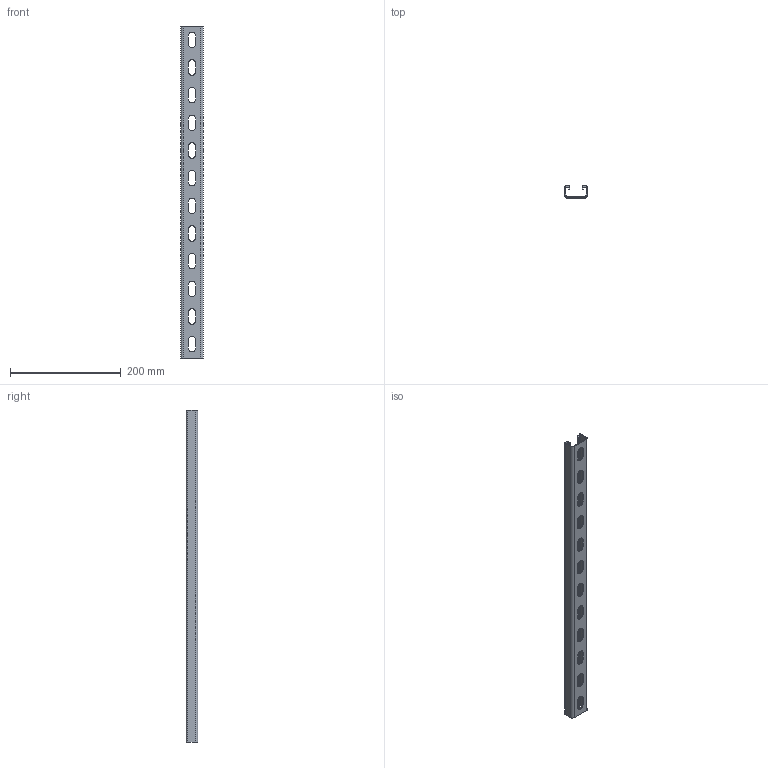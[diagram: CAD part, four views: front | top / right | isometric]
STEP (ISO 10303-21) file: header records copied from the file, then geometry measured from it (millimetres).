
FILE_DESCRIPTION (( 'STEP AP214' ), '1' );
FILE_NAME ('1122937.stp', '2017-12-07T08:27:18', ( '' ), ( '' ), 'SwSTEP 2.0', 'SolidWorks 2016', '' );
FILE_SCHEMA (( 'AUTOMOTIVE_DESIGN' ));
Length unit declared in the file: millimetre
Products named in the file (1): 1122937
Bounding box: 41 x 21 x 600 mm (x, y, z)
Volume: 107305.9 mm3; surface area: 111819.2 mm2
Topology: 1 solids, 1 shells, 114 faces, 288 edges, 176 vertices
Faces by surface type: plane 66, cylinder 48
Entity records: 3466 total; most frequent: DIRECTION 614, CARTESIAN_POINT 579, ORIENTED_EDGE 576, EDGE_CURVE 288, AXIS2_PLACEMENT_3D 211, LINE 192, VECTOR 192, VERTEX_POINT 176
